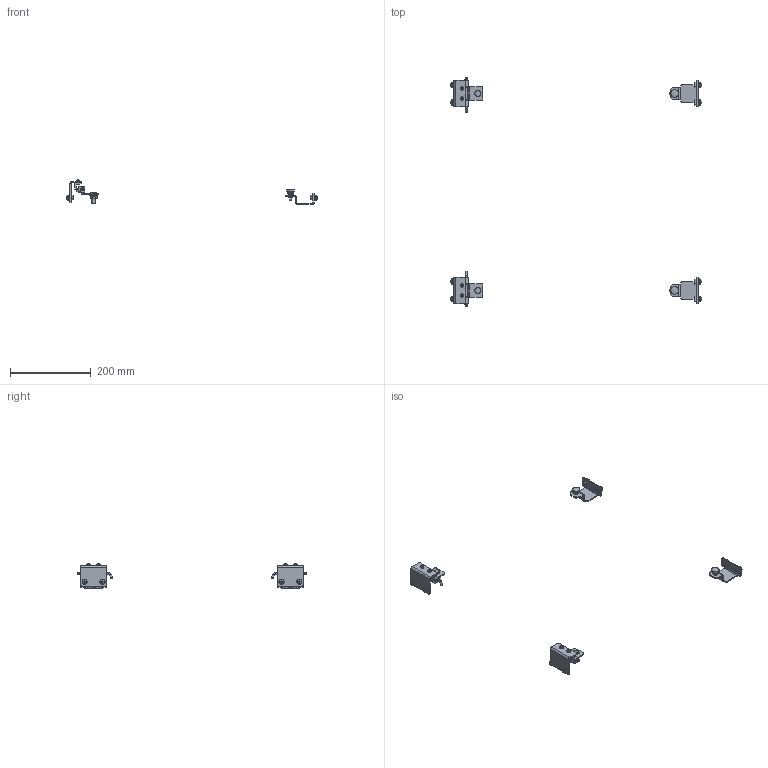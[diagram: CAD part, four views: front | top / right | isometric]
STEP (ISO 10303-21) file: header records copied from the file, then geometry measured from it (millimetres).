
FILE_DESCRIPTION (( 'STEP AP203' ), '1' );
FILE_NAME ('SCE-NADFK.step', '2021-01-08T15:56:52', ( 'ADC123' ), ( 'Microsoft' ), 'SwSTEP 2.0', 'SolidWorks 2019', '' );
FILE_SCHEMA (( 'CONFIG_CONTROL_DESIGN' ));
Products named in the file (1): SCE-NADFK
Bounding box: 624.65 x 566.67 x 61.65 mm (x, y, z)
Volume: 108283.6 mm3; surface area: 91426.2 mm2
Topology: 60 solids, 60 shells, 4226 faces, 11898 edges, 7666 vertices
Faces by surface type: plane 2230, cylinder 1236, bspline 602, cone 152, torus 6
Full cylindrical faces by diameter (mm): 3.962 x2, 4.318 x4, 4.775 x2, 4.826 x6, 4.978 x6, 5.08 x4, 5.283 x4, 6.299 x8, 6.325 x14, 6.35 x30, 8.636 x6, 9.322 x2, 9.347 x2, 9.474 x2, 9.525 x2, 11.125 x2, 12.446 x8, 12.497 x8, 12.7 x8, 14.732 x2, 15.824 x2
Entity records: 157993 total; most frequent: CARTESIAN_POINT 59463, ORIENTED_EDGE 22756, DIRECTION 17218, EDGE_CURVE 11378, VERTEX_POINT 7580, AXIS2_PLACEMENT_3D 6375, EDGE_LOOP 4654, VECTOR 4468
